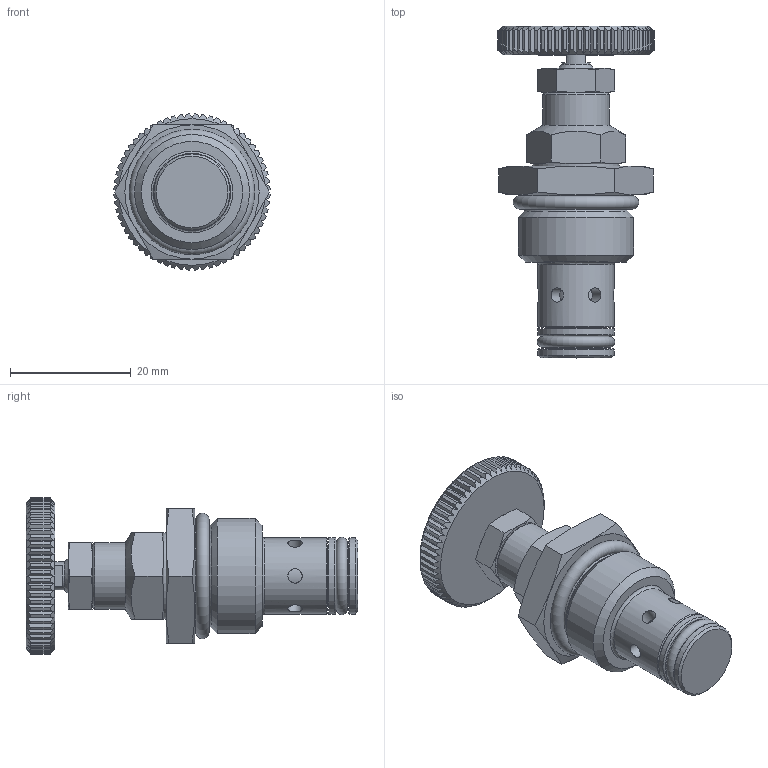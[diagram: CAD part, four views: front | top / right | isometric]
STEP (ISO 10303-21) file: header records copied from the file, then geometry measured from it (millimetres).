
FILE_DESCRIPTION((''),'2;1');
FILE_NAME('dnv-080-n-k_10199-92_RA.stp','2012-06-14T11:15:31',('mmartin'),(''),'Autodesk Inventor 2010','Autodesk Inventor 2010','');
FILE_SCHEMA(('AUTOMOTIVE_DESIGN { 1 0 10303 214 1 1 1 1 }'));
Length unit declared in the file: inch
Products named in the file (1): 10199-92_Shrinkwrap
Bounding box: 25.85 x 54.94 x 25.85 mm (x, y, z)
Volume: 11535.1 mm3; surface area: 5478.8 mm2
Topology: 3 solids, 3 shells, 322 faces, 945 edges, 637 vertices
Faces by surface type: plane 183, cylinder 90, cone 37, bspline 6, torus 6
Full cylindrical faces by diameter (mm): 2.362 x6, 4.572 x1, 4.699 x1, 6.35 x1, 9.83 x2, 9.906 x1, 10.986 x1, 12.598 x2, 12.7 x1, 14.275 x1, 16.751 x2, 19.05 x1
Entity records: 11089 total; most frequent: CARTESIAN_POINT 3122, ORIENTED_EDGE 1780, DIRECTION 1480, EDGE_CURVE 890, VERTEX_POINT 626, AXIS2_PLACEMENT_3D 605, EDGE_LOOP 382, FACE_OUTER_BOUND 322
